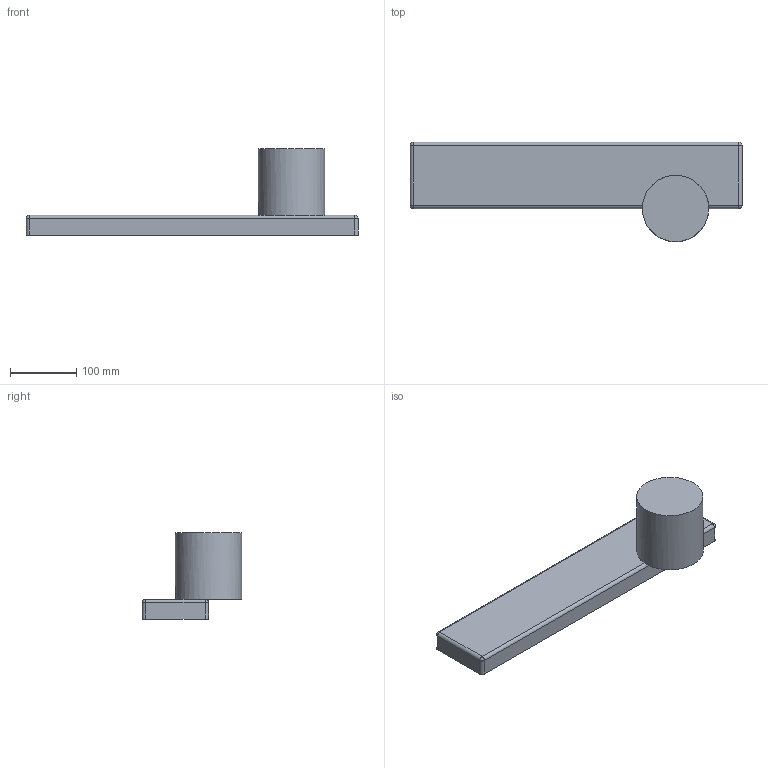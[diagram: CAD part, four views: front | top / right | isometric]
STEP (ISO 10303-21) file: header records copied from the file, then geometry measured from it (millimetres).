
FILE_DESCRIPTION(('Open CASCADE Model'),'2;1');
FILE_NAME('Open CASCADE Shape Model','2024-10-03T08:32:44',('Author'),( 'Open CASCADE'),'Open CASCADE STEP processor 7.7','Open CASCADE 7.7' ,'Unknown');
FILE_SCHEMA(('AUTOMOTIVE_DESIGN { 1 0 10303 214 1 1 1 1 }'));
Length unit declared in the file: millimetre
Products named in the file (1): Open CASCADE STEP translator 7.7 1
Bounding box: 500 x 150 x 130 mm (x, y, z)
Volume: 2278400 mm3; surface area: 173399.9 mm2
Topology: 1 solids, 1 shells, 21 faces, 47 edges, 24 vertices
Faces by surface type: cylinder 9, plane 8, sphere 4
Full cylindrical faces by diameter (mm): 100 x1
Entity records: 1104 total; most frequent: CARTESIAN_POINT 203, DIRECTION 175, ORIENTED_EDGE 86, PCURVE 86, DEFINITIONAL_REPRESENTATION 86, LINE 85, VECTOR 85, EDGE_CURVE 43
